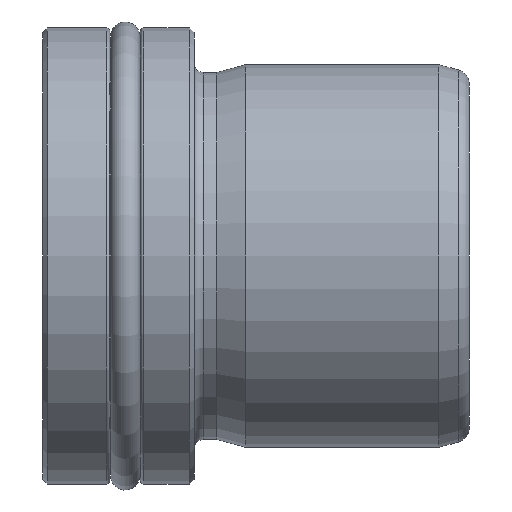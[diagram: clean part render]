
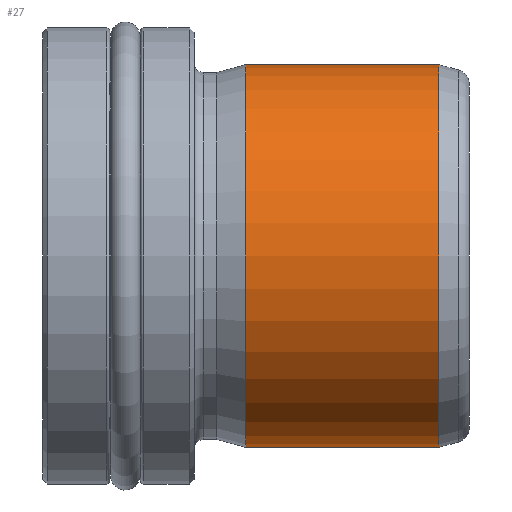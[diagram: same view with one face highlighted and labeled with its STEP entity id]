
A CAD part, left-side view. The second image highlights one B-rep face of the part: STEP entity #27.
In plain terms, the highlighted cylindrical face has radius 12.5 mm (diameter 25 mm), a partial arc.
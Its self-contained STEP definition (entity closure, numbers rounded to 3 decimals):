
#27 = ADVANCED_FACE ( 'NONE', ( #1419 ), #378, .T. ) ;
#80 = VERTEX_POINT ( 'NONE', #1247 ) ;
#114 = CARTESIAN_POINT ( 'NONE',  ( 0., 28.88, 0. ) ) ;
#142 = DIRECTION ( 'NONE',  ( 0., 1., 0. ) ) ;
#185 = DIRECTION ( 'NONE',  ( 0., 0., 1. ) ) ;
#218 = CIRCLE ( 'NONE', #291, 12.5 ) ;
#291 = AXIS2_PLACEMENT_3D ( 'NONE', #1076, #742, #793 ) ;
#350 = CARTESIAN_POINT ( 'NONE',  ( 0., 14.634, 12.5 ) ) ;
#378 = CYLINDRICAL_SURFACE ( 'NONE', #443, 12.5 ) ;
#412 = ORIENTED_EDGE ( 'NONE', *, *, #1159, .T. ) ;
#443 = AXIS2_PLACEMENT_3D ( 'NONE', #114, #502, #185 ) ;
#461 = ORIENTED_EDGE ( 'NONE', *, *, #811, .F. ) ;
#502 = DIRECTION ( 'NONE',  ( 0., 1., 0. ) ) ;
#539 = AXIS2_PLACEMENT_3D ( 'NONE', #942, #723, #1381 ) ;
#604 = CARTESIAN_POINT ( 'NONE',  ( 0., 28.88, -12.5 ) ) ;
#723 = DIRECTION ( 'NONE',  ( 0., 1., 0. ) ) ;
#742 = DIRECTION ( 'NONE',  ( 0., 1., 0. ) ) ;
#767 = CARTESIAN_POINT ( 'NONE',  ( 0., 14.634, -12.5 ) ) ;
#793 = DIRECTION ( 'NONE',  ( 0., 0., 1. ) ) ;
#811 = EDGE_CURVE ( 'NONE', #1049, #1235, #1384, .T. ) ;
#888 = EDGE_CURVE ( 'NONE', #80, #1049, #1226, .T. ) ;
#896 = CARTESIAN_POINT ( 'NONE',  ( 0., 2., 12.5 ) ) ;
#915 = EDGE_CURVE ( 'NONE', #1189, #1235, #972, .T. ) ;
#942 = CARTESIAN_POINT ( 'NONE',  ( 0., 14.634, 0. ) ) ;
#943 = ORIENTED_EDGE ( 'NONE', *, *, #888, .F. ) ;
#972 = LINE ( 'NONE', #997, #1027 ) ;
#997 = CARTESIAN_POINT ( 'NONE',  ( 0., 28.88, 12.5 ) ) ;
#1027 = VECTOR ( 'NONE', #1075, 1000. ) ;
#1049 = VERTEX_POINT ( 'NONE', #767 ) ;
#1075 = DIRECTION ( 'NONE',  ( 0., 1., 0. ) ) ;
#1076 = CARTESIAN_POINT ( 'NONE',  ( 0., 2., 0. ) ) ;
#1108 = VECTOR ( 'NONE', #142, 1000. ) ;
#1159 = EDGE_CURVE ( 'NONE', #80, #1189, #218, .T. ) ;
#1168 = EDGE_LOOP ( 'NONE', ( #943, #412, #1269, #461 ) ) ;
#1189 = VERTEX_POINT ( 'NONE', #896 ) ;
#1226 = LINE ( 'NONE', #604, #1108 ) ;
#1235 = VERTEX_POINT ( 'NONE', #350 ) ;
#1247 = CARTESIAN_POINT ( 'NONE',  ( 0., 2., -12.5 ) ) ;
#1269 = ORIENTED_EDGE ( 'NONE', *, *, #915, .T. ) ;
#1381 = DIRECTION ( 'NONE',  ( 0., 0., 1. ) ) ;
#1384 = CIRCLE ( 'NONE', #539, 12.5 ) ;
#1419 = FACE_OUTER_BOUND ( 'NONE', #1168, .T. ) ;
